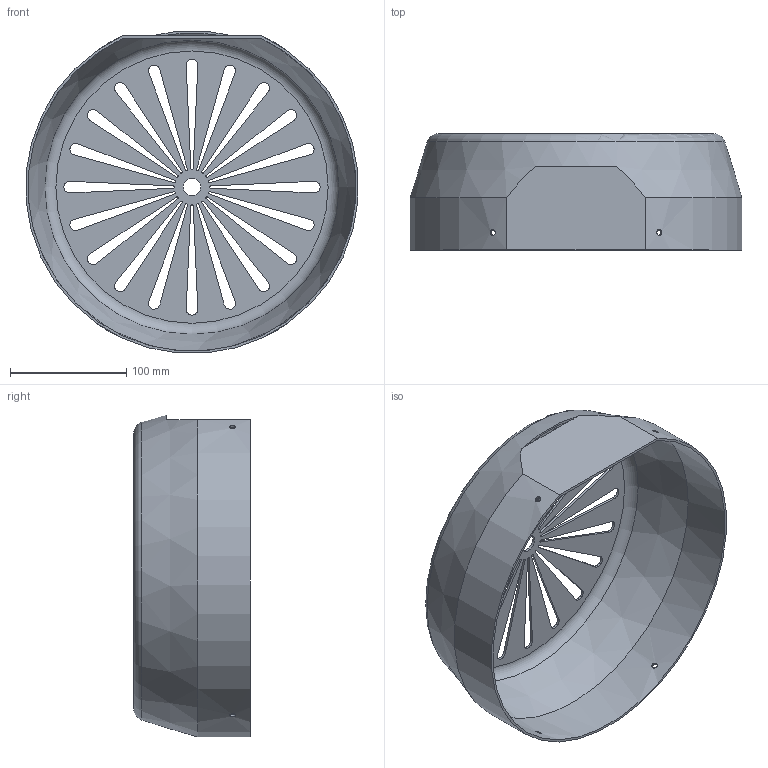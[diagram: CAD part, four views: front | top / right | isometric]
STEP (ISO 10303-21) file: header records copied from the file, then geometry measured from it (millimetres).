
FILE_DESCRIPTION(/* description */ (''),/* implementation_level */ '2;1');
FILE_NAME(/* name */ 'Pokrywa wentylatora.stp',/* time_stamp */ '2018-01-02T18:57:22+01:00',/* author */ ('jtabo'),/* organization */ (''),/* preprocessor_version */ 'ST-DEVELOPER v16.5',/* originating_system */ 'Autodesk Inventor 2017',/* authorisation */ '');
FILE_SCHEMA (('AUTOMOTIVE_DESIGN { 1 0 10303 214 3 1 1 }'));
Length unit declared in the file: millimetre
Products named in the file (1): 00.03.09_Pokrywa wentylatora
Bounding box: 285 x 100 x 276.5 mm (x, y, z)
Volume: 249203.9 mm3; surface area: 256200.8 mm2
Topology: 1 solids, 1 shells, 98 faces, 296 edges, 199 vertices
Faces by surface type: cylinder 47, plane 47, cone 2, torus 2
Full cylindrical faces by diameter (mm): 5 x4, 15 x1
Entity records: 3624 total; most frequent: CARTESIAN_POINT 851, ORIENTED_EDGE 560, DIRECTION 556, EDGE_CURVE 280, AXIS2_PLACEMENT_3D 193, VERTEX_POINT 192, LINE 170, VECTOR 170
